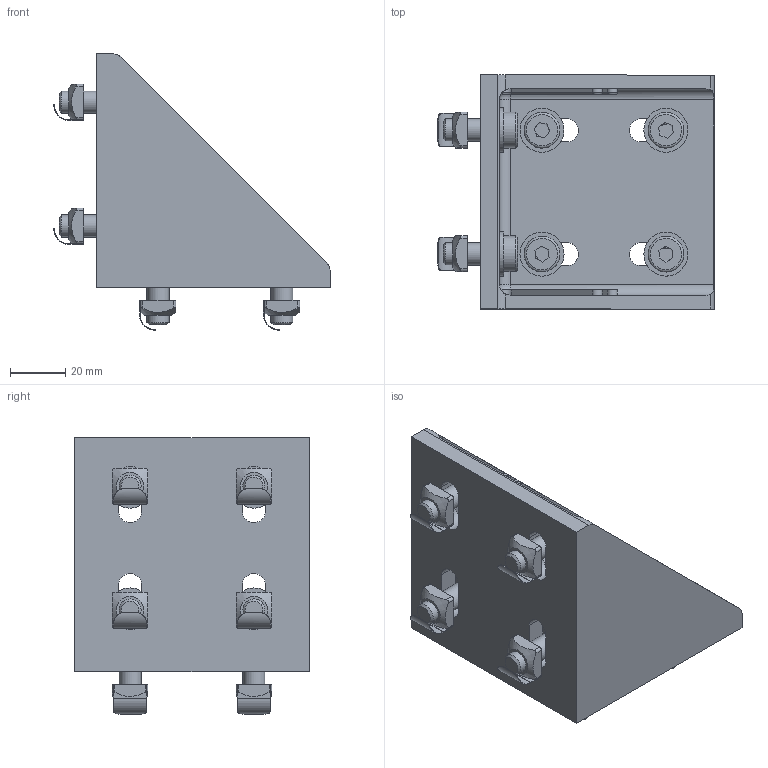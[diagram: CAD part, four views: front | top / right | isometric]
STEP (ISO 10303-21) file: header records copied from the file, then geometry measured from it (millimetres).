
FILE_DESCRIPTION(/* description */ ('Montagewinkel 90 GD-Z mit Gleitmutter M8 mit Federblech'),/* implementation_level */ '2;1');
FILE_NAME(/* name */ 'ZEI_CAD_210978-7-REV00_#SALL_#AIN_#V1.step',/* time_stamp */ '2022-10-10T06:55:43+02:00',/* author */ ('MiniTec'),/* organization */ ('MiniTec GmbH & Co.KG'),/* preprocessor_version */ 'ST-DEVELOPER v18.1',/* originating_system */ 'Autodesk Inventor 2021',/* authorisation */ '');
FILE_SCHEMA (('CONFIG_CONTROL_DESIGN'));
Length unit declared in the file: millimetre
Products named in the file (5): leer; 21-0978-12FZ.000; leer_1; 21-1351-2FZ.005; leer_2
Assembly tree (25 placements, depth 2):
  leer
    21-0978-12FZ.000
    leer_1  x8
    21-1351-2FZ.005  x8
    leer_2  x8
Bounding box: 100.31 x 85 x 100.31 mm (x, y, z)
Volume: 142894.4 mm3; surface area: 61916.4 mm2
Topology: 25 solids, 25 shells, 402 faces, 1040 edges, 696 vertices
Faces by surface type: plane 214, cylinder 141, cone 24, torus 21, sphere 2
Full cylindrical faces by diameter (mm): 8 x16, 8.4 x8, 13 x8, 16 x8
Entity records: 4602 total; most frequent: CARTESIAN_POINT 956, DIRECTION 747, ORIENTED_EDGE 692, EDGE_CURVE 346, AXIS2_PLACEMENT_3D 275, VERTEX_POINT 227, LINE 197, VECTOR 197
